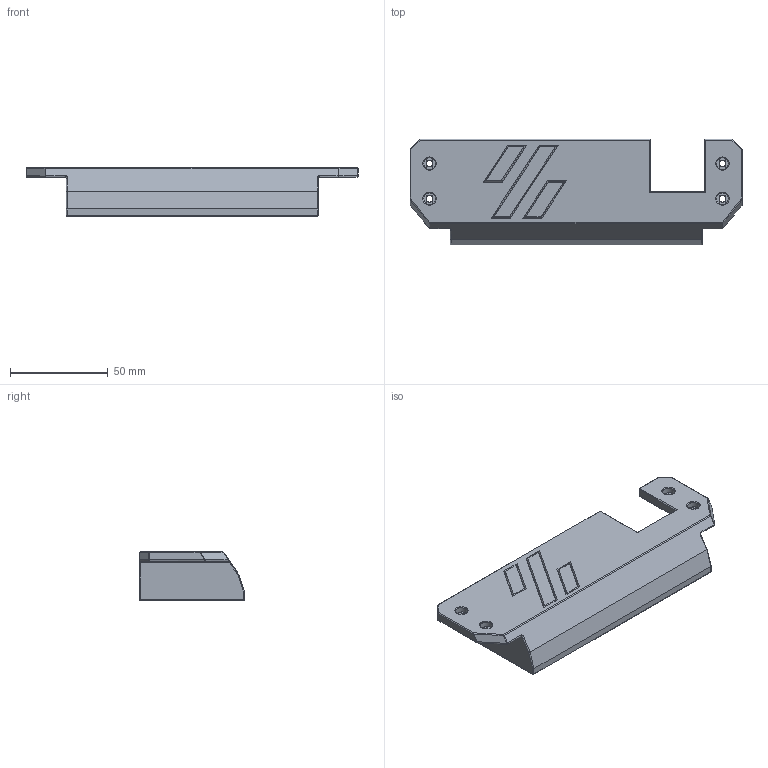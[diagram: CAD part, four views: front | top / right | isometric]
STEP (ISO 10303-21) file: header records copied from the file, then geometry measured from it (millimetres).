
FILE_DESCRIPTION(/* description */ (''),/* implementation_level */ '2;1');
FILE_NAME(/* name */ 'Z_Chain_Cable_Cover.step',/* time_stamp */ '2022-05-16T19:44:29-07:00',/* author */ (''),/* organization */ (''),/* preprocessor_version */ 'ST-DEVELOPER v18.1',/* originating_system */ 'Autodesk Translation Framework v10.14.0.1471',/* authorisation */ '');
FILE_SCHEMA (('AUTOMOTIVE_DESIGN { 1 0 10303 214 3 1 1 }'));
Length unit declared in the file: millimetre
Products named in the file (2): Z_Chain_Cable_Cover; LED_Diffuser
Assembly tree (1 placements, depth 2):
  Z_Chain_Cable_Cover
    LED_Diffuser
Bounding box: 170 x 54 x 25 mm (x, y, z)
Volume: 57821.5 mm3; surface area: 37070.5 mm2
Topology: 2 solids, 2 shells, 290 faces, 725 edges, 433 vertices
Faces by surface type: plane 166, cylinder 66, bspline 28, cone 11, sphere 10, torus 9
Full cylindrical faces by diameter (mm): 3.4 x4, 6 x4
Entity records: 9056 total; most frequent: CARTESIAN_POINT 2127, ORIENTED_EDGE 1432, DIRECTION 1421, EDGE_CURVE 716, LINE 477, VECTOR 477, AXIS2_PLACEMENT_3D 472, VERTEX_POINT 433
